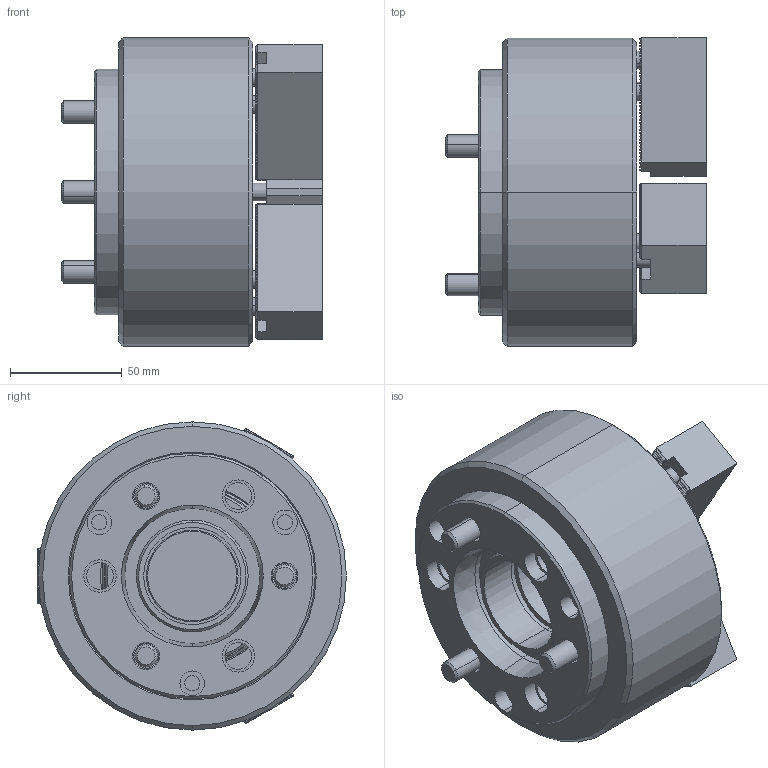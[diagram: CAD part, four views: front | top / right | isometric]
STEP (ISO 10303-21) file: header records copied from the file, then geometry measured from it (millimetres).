
FILE_DESCRIPTION (( 'STEP AP203' ), '1' );
FILE_NAME ('CF-3H-205A4.STEP', '2018-02-06T07:38:15', ( 'temp' ), ( '' ), 'SwSTEP 2.0', 'SolidWorks 2016', '' );
FILE_SCHEMA (( 'CONFIG_CONTROL_DESIGN' ));
Length unit declared in the file: millimetre
Products named in the file (8): CF-3H-205-01000; 3H-05A4法蘭板; CF-3H-205-02000; 圓頭內六角螺栓_M10x75; CF-3H-205-06000; SJ-05; 圓頭內六角螺栓_M8x20; CF-3H-205A4
Assembly tree (16 placements, depth 2):
  CF-3H-205A4
    CF-3H-205-01000
    CF-3H-205-02000
    CF-3H-205-06000
    3H-05A4法蘭板
    圓頭內六角螺栓_M10x75  x3
    SJ-05  x3
    圓頭內六角螺栓_M8x20  x6
Bounding box: 116.7 x 138.22 x 138 mm (x, y, z)
Volume: 973619.5 mm3; surface area: 172023.8 mm2
Topology: 16 solids, 16 shells, 1420 faces, 3958 edges, 2588 vertices
Faces by surface type: plane 930, cylinder 390, cone 98, torus 2
Entity records: 18544 total; most frequent: CARTESIAN_POINT 3633, ORIENTED_EDGE 3016, DIRECTION 2748, EDGE_CURVE 1508, LINE 1036, VECTOR 1036, VERTEX_POINT 989, AXIS2_PLACEMENT_3D 856
